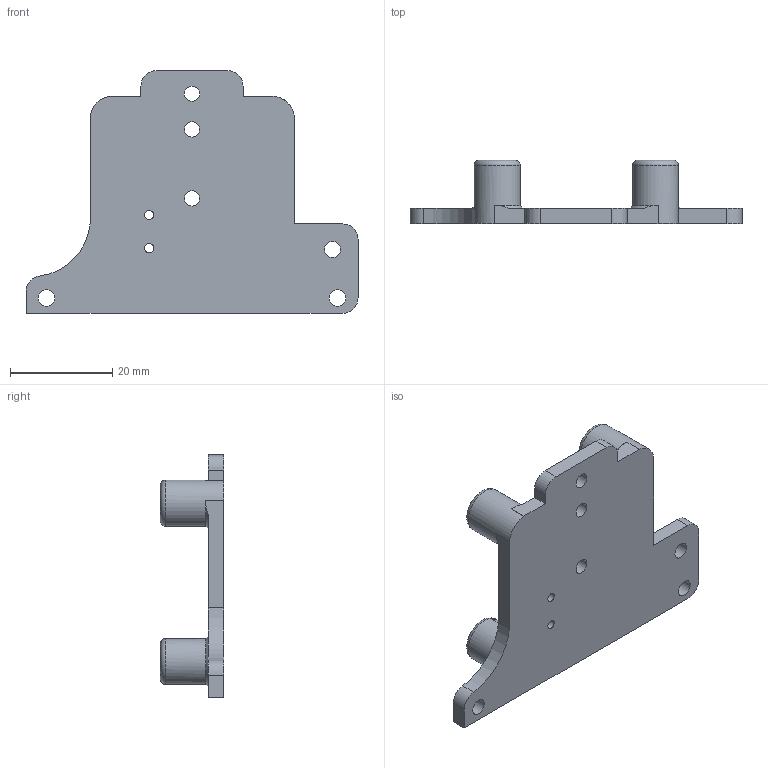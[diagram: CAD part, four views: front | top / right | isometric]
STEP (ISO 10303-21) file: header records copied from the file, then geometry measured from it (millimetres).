
FILE_DESCRIPTION(('HOOPS Exchange Step'),'2;1');
FILE_NAME('temp_export','2024-07-07T14:27:16+10:00',('bjonk'),('Shapr3D Limited'),'HOOPS Exchange 2024.2','Shapr3D','Authorized');
FILE_SCHEMA( ('AUTOMOTIVE_DESIGN { 1 0 10303 214 1 1 1 1 }') );
Length unit declared in the file: millimetre
Products named in the file (3): EBB Mount; My variations; root
Assembly tree (2 placements, depth 3):
  root
    My variations
      EBB Mount
Bounding box: 65 x 12.38 x 47.5 mm (x, y, z)
Volume: 8134.9 mm3; surface area: 6284.8 mm2
Topology: 1 solids, 1 shells, 73 faces, 193 edges, 128 vertices
Faces by surface type: plane 31, cylinder 22, cone 16, torus 4
Full cylindrical faces by diameter (mm): 1.8 x2, 3 x3, 3.2 x3, 5 x4, 9 x4
Entity records: 2439 total; most frequent: CARTESIAN_POINT 480, DIRECTION 414, ORIENTED_EDGE 386, EDGE_CURVE 193, AXIS2_PLACEMENT_3D 163, VERTEX_POINT 128, EDGE_LOOP 95, FACE_BOUND 95
